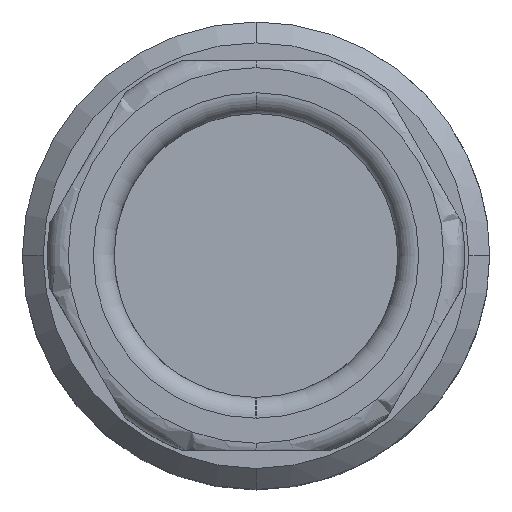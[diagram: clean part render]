
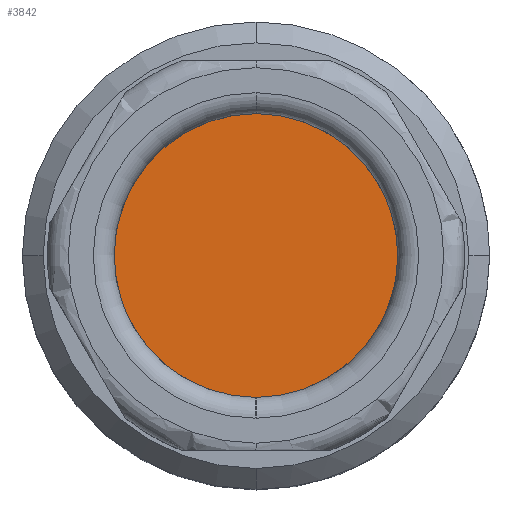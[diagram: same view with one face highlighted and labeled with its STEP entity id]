
A CAD part, top view. The second image highlights one B-rep face of the part: STEP entity #3842.
In plain terms, the highlighted planar face has unit normal (0, 0, 1).
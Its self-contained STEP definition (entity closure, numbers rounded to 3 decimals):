
#3836=AXIS2_PLACEMENT_3D('Plane Axis2P3D',#3833,#3834,#3835) ;
#3760=CARTESIAN_POINT('Vertex',(8.4,13.5,47.8)) ;
#3767=CARTESIAN_POINT('Vertex',(8.4,3.3,47.8)) ;
#3771=CARTESIAN_POINT('Control Point',(8.4,13.5,47.8)) ;
#3772=CARTESIAN_POINT('Control Point',(7.599,13.5,47.8)) ;
#3773=CARTESIAN_POINT('Control Point',(6.798,13.343,47.8)) ;
#3774=CARTESIAN_POINT('Control Point',(6.038,13.028,47.8)) ;
#3775=CARTESIAN_POINT('Control Point',(4.683,12.117,47.8)) ;
#3776=CARTESIAN_POINT('Control Point',(3.772,10.762,47.8)) ;
#3777=CARTESIAN_POINT('Control Point',(3.457,10.002,47.8)) ;
#3778=CARTESIAN_POINT('Control Point',(3.143,8.4,47.8)) ;
#3779=CARTESIAN_POINT('Control Point',(3.457,6.798,47.8)) ;
#3780=CARTESIAN_POINT('Control Point',(3.772,6.038,47.8)) ;
#3781=CARTESIAN_POINT('Control Point',(4.683,4.683,47.8)) ;
#3782=CARTESIAN_POINT('Control Point',(6.038,3.772,47.8)) ;
#3783=CARTESIAN_POINT('Control Point',(6.798,3.457,47.8)) ;
#3784=CARTESIAN_POINT('Control Point',(7.599,3.3,47.8)) ;
#3785=CARTESIAN_POINT('Control Point',(8.4,3.3,47.8)) ;
#3810=CARTESIAN_POINT('Control Point',(8.4,3.3,47.8)) ;
#3811=CARTESIAN_POINT('Control Point',(9.201,3.3,47.8)) ;
#3812=CARTESIAN_POINT('Control Point',(10.002,3.457,47.8)) ;
#3813=CARTESIAN_POINT('Control Point',(10.762,3.772,47.8)) ;
#3814=CARTESIAN_POINT('Control Point',(12.117,4.683,47.8)) ;
#3815=CARTESIAN_POINT('Control Point',(13.028,6.038,47.8)) ;
#3816=CARTESIAN_POINT('Control Point',(13.343,6.798,47.8)) ;
#3817=CARTESIAN_POINT('Control Point',(13.657,8.4,47.8)) ;
#3818=CARTESIAN_POINT('Control Point',(13.343,10.002,47.8)) ;
#3819=CARTESIAN_POINT('Control Point',(13.028,10.762,47.8)) ;
#3820=CARTESIAN_POINT('Control Point',(12.117,12.117,47.8)) ;
#3821=CARTESIAN_POINT('Control Point',(10.762,13.028,47.8)) ;
#3822=CARTESIAN_POINT('Control Point',(10.002,13.343,47.8)) ;
#3823=CARTESIAN_POINT('Control Point',(9.201,13.5,47.8)) ;
#3824=CARTESIAN_POINT('Control Point',(8.4,13.5,47.8)) ;
#3833=CARTESIAN_POINT('Axis2P3D Location',(8.4,8.4,47.8)) ;
#3834=DIRECTION('Axis2P3D Direction',(0.,0.,1.)) ;
#3835=DIRECTION('Axis2P3D XDirection',(0.,1.,0.)) ;
#3839=ORIENTED_EDGE('',*,*,#3825,.T.) ;
#3840=ORIENTED_EDGE('',*,*,#3786,.T.) ;
#3842=ADVANCED_FACE('MANIFOLD_SOLID_BREP #22612',(#3841),#3837,.T.) ;
#3770=B_SPLINE_CURVE_WITH_KNOTS('',5,(#3771,#3772,#3773,#3774,#3775,#3776,#3777,#3778,#3779,#3780,#3781,#3782,#3783,#3784,#3785),.UNSPECIFIED.,.F.,.U.,(6,3,3,3,6),(-8.011,-4.006,0.,4.006,8.011),.UNSPECIFIED.) ;
#3809=B_SPLINE_CURVE_WITH_KNOTS('',5,(#3810,#3811,#3812,#3813,#3814,#3815,#3816,#3817,#3818,#3819,#3820,#3821,#3822,#3823,#3824),.UNSPECIFIED.,.F.,.U.,(6,3,3,3,6),(-8.011,-4.006,0.,4.006,8.011),.UNSPECIFIED.) ;
#3786=EDGE_CURVE('',#3761,#3768,#3770,.T.) ;
#3825=EDGE_CURVE('',#3768,#3761,#3809,.T.) ;
#3838=EDGE_LOOP('',(#3839,#3840)) ;
#3841=FACE_OUTER_BOUND('',#3838,.T.) ;
#3837=PLANE('',#3836) ;
#3761=VERTEX_POINT('',#3760) ;
#3768=VERTEX_POINT('',#3767) ;
